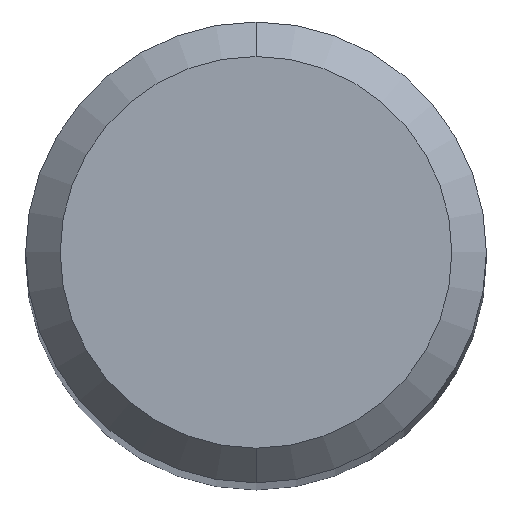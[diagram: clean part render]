
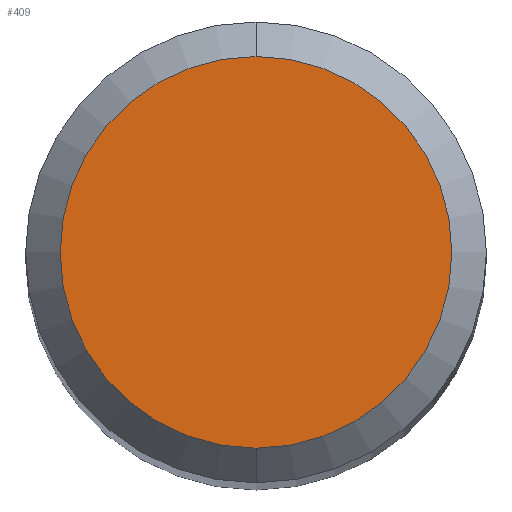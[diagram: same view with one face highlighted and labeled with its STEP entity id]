
A CAD part, top view. The second image highlights one B-rep face of the part: STEP entity #409.
In plain terms, the highlighted planar face has unit normal (0, 0, 1).
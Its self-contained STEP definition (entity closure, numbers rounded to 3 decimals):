
#181=EDGE_CURVE('',#463,#447,#488,.T.);
#335=EDGE_CURVE('',#447,#463,#654,.T.);
#409=ADVANCED_FACE('',(#738),#739,.T.);
#447=VERTEX_POINT('',#784);
#463=VERTEX_POINT('',#800);
#488=CIRCLE('',#818,1.7);
#654=CIRCLE('',#1185,1.7);
#738=FACE_OUTER_BOUND('',#1333,.T.);
#739=PLANE('',#1334);
#784=CARTESIAN_POINT('',(0.,-1.7,0.0));
#800=CARTESIAN_POINT('',(0.0,1.7,0.0));
#818=AXIS2_PLACEMENT_3D('',#1445,#1446,#1447);
#1185=AXIS2_PLACEMENT_3D('',#1593,#1594,#1595);
#1333=EDGE_LOOP('',(#1712,#1713));
#1334=AXIS2_PLACEMENT_3D('',#1714,#1715,#1716);
#1445=CARTESIAN_POINT('',(0.0,0.0,0.0));
#1446=DIRECTION('',(0.0,0.0,-1.0));
#1447=DIRECTION('',(0.0,1.0,0.0));
#1593=CARTESIAN_POINT('',(0.0,0.0,0.0));
#1594=DIRECTION('',(0.0,0.0,-1.0));
#1595=DIRECTION('',(0.0,1.0,0.0));
#1712=ORIENTED_EDGE('',*,*,#181,.F.);
#1713=ORIENTED_EDGE('',*,*,#335,.F.);
#1714=CARTESIAN_POINT('',(0.0,0.85,0.0));
#1715=DIRECTION('',(-0.0,0.0,1.0));
#1716=DIRECTION('',(0.0,-1.0,0.0));
